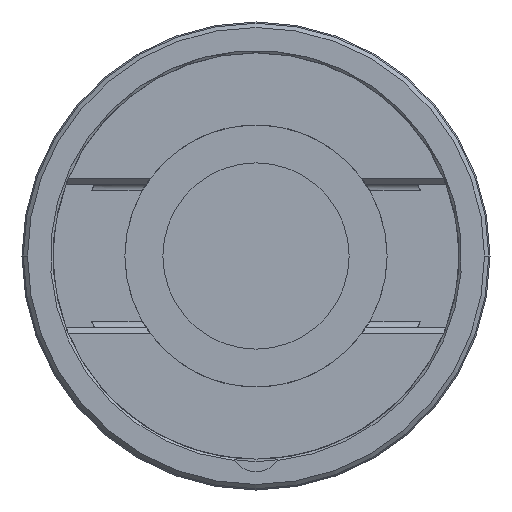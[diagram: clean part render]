
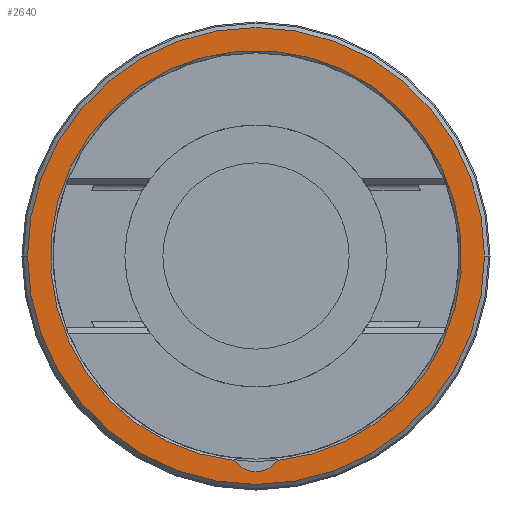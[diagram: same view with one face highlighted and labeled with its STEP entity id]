
A CAD part, front view. The second image highlights one B-rep face of the part: STEP entity #2640.
In plain terms, the highlighted planar face has unit normal (0, -1, 0).
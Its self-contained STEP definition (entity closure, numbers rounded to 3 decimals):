
#673=CARTESIAN_POINT('',(0.,-63.7,0.));
#674=DIRECTION('',(0.,1.,0.));
#675=DIRECTION('',(1.,0.,0.));
#676=AXIS2_PLACEMENT_3D('',#673,#674,#675);
#687=CARTESIAN_POINT('',(0.,-63.7,0.));
#688=DIRECTION('',(0.,-1.,0.));
#689=DIRECTION('',(1.,0.,0.));
#690=AXIS2_PLACEMENT_3D('',#687,#688,#689);
#692=CARTESIAN_POINT('',(0.,-63.7,-22.5));
#693=DIRECTION('',(0.,-1.,0.));
#694=DIRECTION('',(-0.83,0.,-0.557));
#695=AXIS2_PLACEMENT_3D('',#692,#693,#694);
#1342=CARTESIAN_POINT('',(0.,-63.7,0.));
#1343=DIRECTION('',(0.,1.,0.));
#1344=DIRECTION('',(-0.102,0.,-0.995));
#1345=AXIS2_PLACEMENT_3D('',#1342,#1343,#1344);
#1724=CARTESIAN_POINT('',(-2.491,-63.7,-24.172));
#1725=CARTESIAN_POINT('',(2.491,-63.7,-24.172));
#1726=VERTEX_POINT('',#1724);
#1727=VERTEX_POINT('',#1725);
#1892=CARTESIAN_POINT('',(27.,-63.7,0.));
#1893=CARTESIAN_POINT('',(-27.,-63.7,0.));
#1894=VERTEX_POINT('',#1892);
#1895=VERTEX_POINT('',#1893);
#2625=CARTESIAN_POINT('',(0.,-63.7,0.));
#2626=DIRECTION('',(0.,-1.,0.));
#2627=DIRECTION('',(-1.,0.,0.));
#2628=AXIS2_PLACEMENT_3D('',#2625,#2626,#2627);
#2629=PLANE('',#2628);
#2630=ORIENTED_EDGE('',*,*,#2605,.T.);
#2631=ORIENTED_EDGE('',*,*,#2619,.F.);
#2632=EDGE_LOOP('',(#2630,#2631));
#2633=FACE_OUTER_BOUND('',#2632,.F.);
#2635=ORIENTED_EDGE('',*,*,#2634,.T.);
#2637=ORIENTED_EDGE('',*,*,#2636,.F.);
#2638=EDGE_LOOP('',(#2635,#2637));
#2639=FACE_BOUND('',#2638,.F.);
#2640=ADVANCED_FACE('',(#2633,#2639),#2629,.T.);
#677=CIRCLE('',#676,27.);
#691=CIRCLE('',#690,27.);
#696=CIRCLE('',#695,3.);
#1346=CIRCLE('',#1345,24.3);
#2605=EDGE_CURVE('',#1894,#1895,#677,.T.);
#2619=EDGE_CURVE('',#1894,#1895,#691,.T.);
#2634=EDGE_CURVE('',#1726,#1727,#696,.T.);
#2636=EDGE_CURVE('',#1726,#1727,#1346,.T.);
